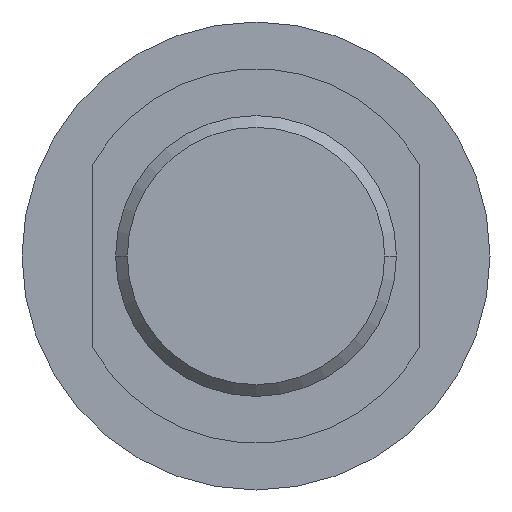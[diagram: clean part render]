
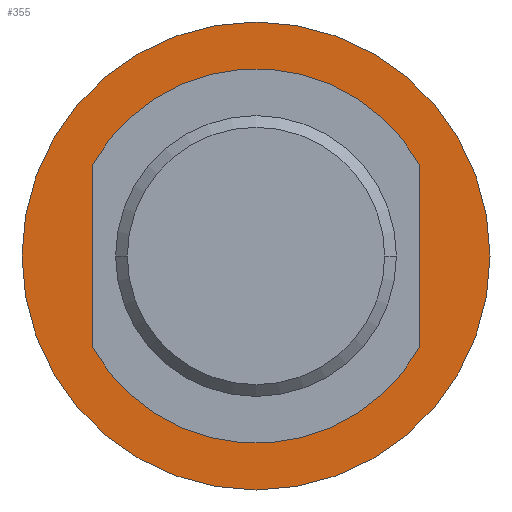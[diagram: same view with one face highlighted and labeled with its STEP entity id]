
A CAD part, left-side view. The second image highlights one B-rep face of the part: STEP entity #355.
In plain terms, the highlighted planar face has unit normal (-1, 0, 0).
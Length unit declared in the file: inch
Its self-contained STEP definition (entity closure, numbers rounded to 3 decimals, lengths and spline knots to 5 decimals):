
#172=CARTESIAN_POINT('',(2.382,0.625,0.0));
#173=VERTEX_POINT('',#172);
#180=CARTESIAN_POINT('',(2.382,-0.625,0.));
#181=VERTEX_POINT('',#180);
#182=CARTESIAN_POINT('',(2.382,0.0,0.0));
#183=DIRECTION('',(1.0,0.0,0.0));
#184=DIRECTION('',(0.0,1.0,0.0));
#185=AXIS2_PLACEMENT_3D('',#182,#183,#184);
#186=CIRCLE('',#185,0.625);
#187=EDGE_CURVE('',#173,#181,#186,.T.);
#215=CARTESIAN_POINT('',(2.382,0.375,0.));
#216=VERTEX_POINT('',#215);
#232=CARTESIAN_POINT('',(2.382,-0.375,0.));
#233=VERTEX_POINT('',#232);
#240=CARTESIAN_POINT('',(2.382,0.0,0.0));
#241=DIRECTION('',(-1.0,0.0,0.0));
#242=DIRECTION('',(0.0,1.0,0.0));
#243=AXIS2_PLACEMENT_3D('',#240,#241,#242);
#244=CIRCLE('',#243,0.375);
#245=EDGE_CURVE('',#233,#216,#244,.T.);
#330=CARTESIAN_POINT('',(2.382,0.3125,0.0));
#331=DIRECTION('',(-1.0,0.0,0.0));
#332=DIRECTION('',(0.0,0.0,1.0));
#333=AXIS2_PLACEMENT_3D('',#330,#331,#332);
#334=PLANE('',#333);
#335=ORIENTED_EDGE('',*,*,#187,.F.);
#336=CARTESIAN_POINT('',(2.382,0.0,0.0));
#337=DIRECTION('',(1.0,0.0,0.0));
#338=DIRECTION('',(0.0,1.0,0.0));
#339=AXIS2_PLACEMENT_3D('',#336,#337,#338);
#340=CIRCLE('',#339,0.625);
#341=EDGE_CURVE('',#181,#173,#340,.T.);
#342=ORIENTED_EDGE('',*,*,#341,.F.);
#343=EDGE_LOOP('',(#335,#342));
#344=FACE_OUTER_BOUND('',#343,.T.);
#345=ORIENTED_EDGE('',*,*,#245,.F.);
#346=CARTESIAN_POINT('',(2.382,0.0,0.0));
#347=DIRECTION('',(-1.0,0.0,0.0));
#348=DIRECTION('',(0.0,1.0,0.0));
#349=AXIS2_PLACEMENT_3D('',#346,#347,#348);
#350=CIRCLE('',#349,0.375);
#351=EDGE_CURVE('',#216,#233,#350,.T.);
#352=ORIENTED_EDGE('',*,*,#351,.F.);
#353=EDGE_LOOP('',(#345,#352));
#354=FACE_BOUND('',#353,.T.);
#355=ADVANCED_FACE('',(#344,#354),#334,.T.);
